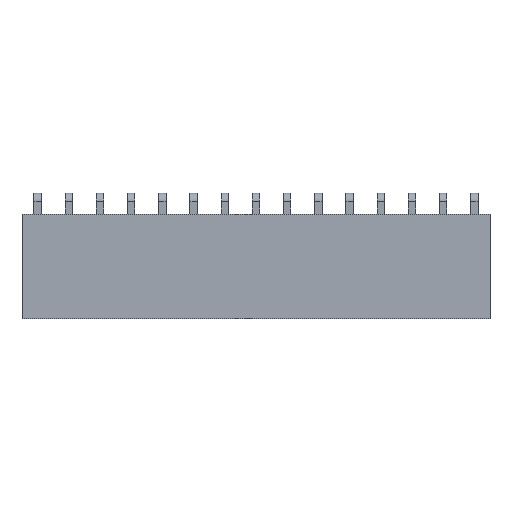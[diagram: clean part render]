
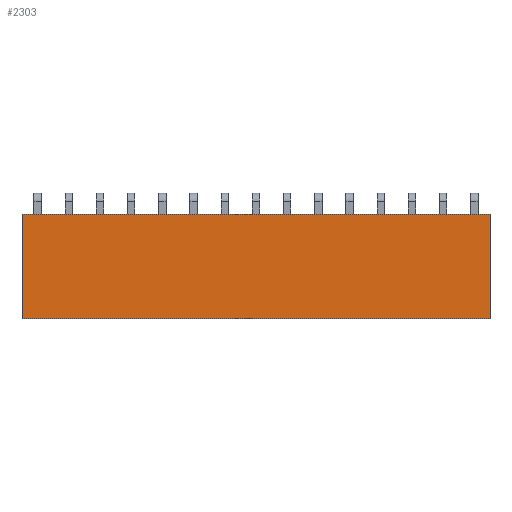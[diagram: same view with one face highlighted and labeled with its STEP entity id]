
A CAD part, top view. The second image highlights one B-rep face of the part: STEP entity #2303.
In plain terms, the highlighted planar face has unit normal (0, 0, 1).
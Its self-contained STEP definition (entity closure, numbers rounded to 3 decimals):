
#2303=ADVANCED_FACE('',(#9783),#9785,.T.);
#9783=FACE_BOUND('',#9784,.T.);
#9784=EDGE_LOOP('',(#15785,#15786,#15787,#15788));
#9785=PLANE('',#9786);
#9786=AXIS2_PLACEMENT_3D('',#9787,#9788,#9789);
#9787=CARTESIAN_POINT('',(1.27,-1.5,2.54));
#9788=DIRECTION('',(0.,0.,1.));
#9789=DIRECTION('',(-1.,0.,0.));
#15785=ORIENTED_EDGE('',*,*,#19785,.T.);
#15786=ORIENTED_EDGE('',*,*,#19991,.F.);
#15787=ORIENTED_EDGE('',*,*,#19792,.F.);
#15788=ORIENTED_EDGE('',*,*,#20052,.T.);
#19785=EDGE_CURVE('',#22729,#22727,#22730,.T.);
#19792=EDGE_CURVE('',#22739,#22741,#22742,.T.);
#19991=EDGE_CURVE('',#22741,#22727,#23075,.T.);
#20052=EDGE_CURVE('',#22739,#22729,#23196,.T.);
#22727=VERTEX_POINT('',#28265);
#22729=VERTEX_POINT('',#28269);
#22730=LINE('',#28270,#28271);
#22739=VERTEX_POINT('',#28291);
#22741=VERTEX_POINT('',#28295);
#22742=LINE('',#28296,#28297);
#23075=LINE('',#29031,#29032);
#23196=LINE('',#29274,#29275);
#28265=CARTESIAN_POINT('',(-1.27,-10.,2.54));
#28269=CARTESIAN_POINT('',(-1.27,-1.5,2.54));
#28270=CARTESIAN_POINT('',(-1.27,-1.5,2.54));
#28271=VECTOR('',#28272,1.);
#28272=DIRECTION('',(0.,-1.,0.));
#28291=CARTESIAN_POINT('',(36.83,-1.5,2.54));
#28295=CARTESIAN_POINT('',(36.83,-10.,2.54));
#28296=CARTESIAN_POINT('',(36.83,-1.5,2.54));
#28297=VECTOR('',#28298,1.);
#28298=DIRECTION('',(0.,-1.,0.));
#29031=CARTESIAN_POINT('',(36.83,-10.,2.54));
#29032=VECTOR('',#29033,1.);
#29033=DIRECTION('',(-1.,0.,0.));
#29274=CARTESIAN_POINT('',(36.83,-1.5,2.54));
#29275=VECTOR('',#29276,1.);
#29276=DIRECTION('',(-1.,0.,0.));
